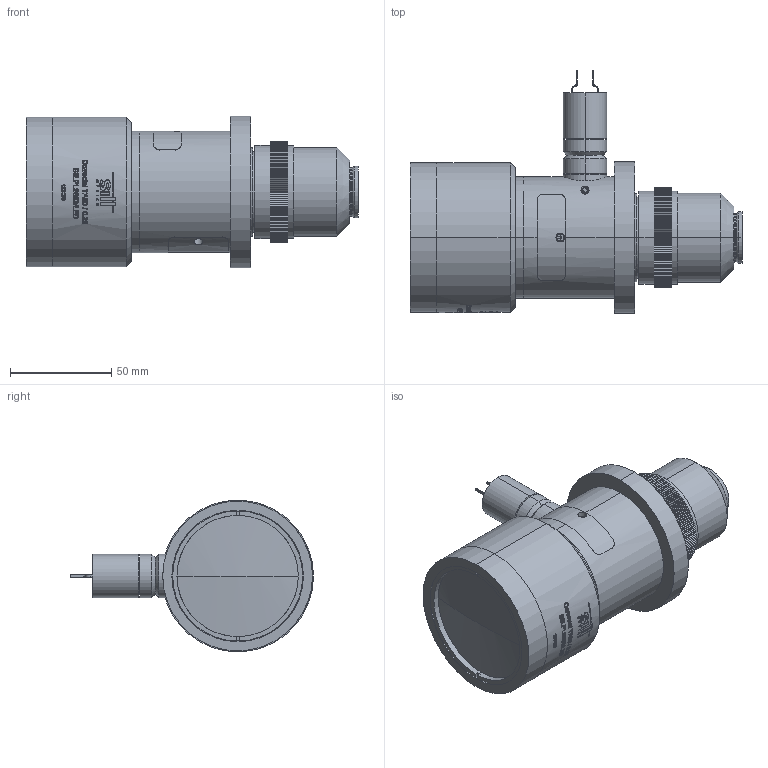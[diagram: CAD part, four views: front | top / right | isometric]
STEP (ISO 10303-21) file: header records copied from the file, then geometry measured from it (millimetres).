
FILE_DESCRIPTION (( 'STEP AP203' ), '1' );
FILE_NAME ('S5LPL2898_LED_01.STEP', '2022-03-04T05:56:40', ( '' ), ( '' ), 'SwSTEP 2.0', 'SolidWorks 2021', '' );
FILE_SCHEMA (( 'CONFIG_CONTROL_DESIGN' ));
Length unit declared in the file: millimetre
Products named in the file (36): 134316; 110205; S5LAO1199_078; 151204_S5LPL2898-LED; 134319; 518004; S5LED0011; 110807; S5MEC0010_R„ndel; 163501; DIN 912 M2 x 10 --- 10N_DIN 912 M2 x 10 --- 10N; S5FIL0201; DIN 912 M2 x 4 --- 4N_DIN 912 M2 x 4 --- 4N; S5LPL2898_LED_01; 097108; Anschlußkabel 300 mm^134301; O-Ring 15x1; 518003; 134301; 110206; 134318; 518001; S0DIF1363; 518002; 110201; 134330; 110805; 307606; S5ELE1365; DIN 914 - M3 x 4-N_DIN 914 - M3 x 4-N; 053710; S5LDX1199_078; DIN 913 - M3 x 3-N_DIN 913 - M3 x 3-N; 110211; S5LDX0015; 134317
Assembly tree (38 placements, depth 4):
  S5LPL2898_LED_01
    S5LAO1199_078
      S5LDX1199_078
    110201
      S5MEC0010_R„ndel
      S5LDX0015
      307606
      110211
      110206
      110205
    110805
    110807
    151204_S5LPL2898-LED
    163501
      134316  x2
      S0DIF1363
      S5FIL0201
      134301
        134317
        134319
        134330
        S5ELE1365
        S5LED0011
        Anschlußkabel 300 mm^134301  x2
      053710
      134318
    518001
      518002
      518003
      518004
      O-Ring 15x1
      DIN 912 M2 x 10 --- 10N_DIN 912 M2 x 10 --- 10N
      DIN 912 M2 x 4 --- 4N_DIN 912 M2 x 4 --- 4N  x2
      DIN 914 - M3 x 4-N_DIN 914 - M3 x 4-N
    097108
    DIN 913 - M3 x 3-N_DIN 913 - M3 x 3-N
Bounding box: 164.1 x 120.13 x 75 mm (x, y, z)
Volume: 274240.6 mm3; surface area: 134799.2 mm2
Topology: 33 solids, 33 shells, 1994 faces, 5101 edges, 3287 vertices
Faces by surface type: plane 770, cylinder 576, bspline 371, cone 154, torus 114, sphere 9
Entity records: 101144 total; most frequent: CARTESIAN_POINT 52755, ORIENTED_EDGE 9814, DIRECTION 8347, EDGE_CURVE 4907, VERTEX_POINT 3183, AXIS2_PLACEMENT_3D 3086, LINE 2175, VECTOR 2175
